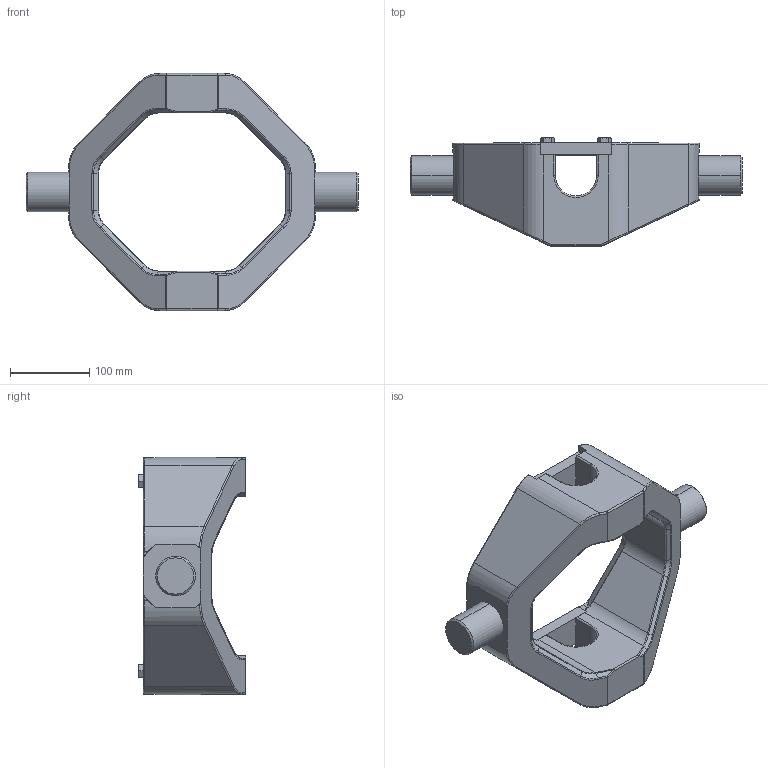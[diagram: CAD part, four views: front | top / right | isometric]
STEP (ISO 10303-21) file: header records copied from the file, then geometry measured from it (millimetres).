
FILE_DESCRIPTION (( 'STEP AP203' ), '1' );
FILE_NAME ('BER.4.STEP', '2014-06-27T08:51:30', ( '' ), ( '' ), 'SwSTEP 2.0', 'SolidWorks 2013', '' );
FILE_SCHEMA (( 'CONFIG_CONTROL_DESIGN' ));
Length unit declared in the file: millimetre
Products named in the file (4): BER.4; BER4_USINE; BARETTE BER4; Vis H M10_vis H M10-30
Assembly tree (7 placements, depth 2):
  BER.4
    BER4_USINE
    BARETTE BER4  x2
    Vis H M10_vis H M10-30  x4
Bounding box: 420 x 136.4 x 300 mm (x, y, z)
Volume: 3572420.4 mm3; surface area: 283643.7 mm2
Topology: 7 solids, 7 shells, 400 faces, 942 edges, 544 vertices
Faces by surface type: cylinder 132, plane 108, bspline 68, cone 52, torus 28, sphere 12
Entity records: 12432 total; most frequent: CARTESIAN_POINT 4847, ORIENTED_EDGE 1556, DIRECTION 1384, EDGE_CURVE 778, AXIS2_PLACEMENT_3D 543, VERTEX_POINT 456, EDGE_LOOP 344, FACE_OUTER_BOUND 333
